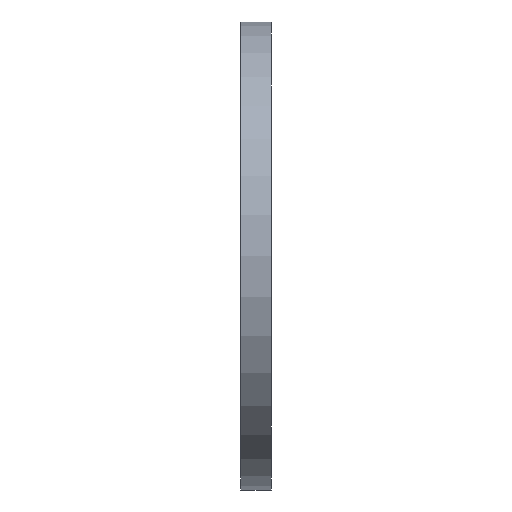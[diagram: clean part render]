
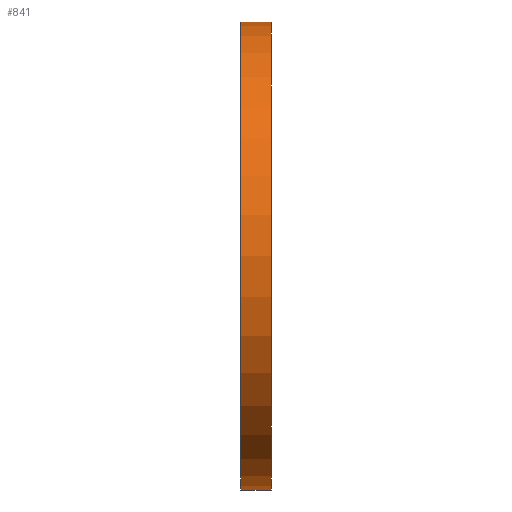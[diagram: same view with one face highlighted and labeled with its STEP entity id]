
A CAD part, left-side view. The second image highlights one B-rep face of the part: STEP entity #841.
In plain terms, the highlighted cylindrical face has radius 197.5 mm (diameter 395 mm), a partial arc.
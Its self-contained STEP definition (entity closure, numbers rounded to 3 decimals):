
#25 = VECTOR ( 'NONE', #978, 1000. ) ;
#59 = EDGE_CURVE ( 'NONE', #876, #967, #855, .T. ) ;
#62 = VECTOR ( 'NONE', #239, 1000. ) ;
#64 = DIRECTION ( 'NONE',  ( 0., 1., 0. ) ) ;
#75 = DIRECTION ( 'NONE',  ( 0., 0., 1. ) ) ;
#78 = EDGE_CURVE ( 'NONE', #967, #942, #950, .T. ) ;
#158 = AXIS2_PLACEMENT_3D ( 'NONE', #490, #64, #75 ) ;
#169 = CARTESIAN_POINT ( 'NONE',  ( 0., 26., -197.5 ) ) ;
#181 = CARTESIAN_POINT ( 'NONE',  ( 0., 26., 0. ) ) ;
#184 = ORIENTED_EDGE ( 'NONE', *, *, #1009, .F. ) ;
#239 = DIRECTION ( 'NONE',  ( 0., 1., 0. ) ) ;
#243 = CIRCLE ( 'NONE', #777, 197.5 ) ;
#300 = DIRECTION ( 'NONE',  ( 0., 1., 0. ) ) ;
#316 = FACE_OUTER_BOUND ( 'NONE', #776, .T. ) ;
#432 = LINE ( 'NONE', #630, #25 ) ;
#479 = ORIENTED_EDGE ( 'NONE', *, *, #1053, .F. ) ;
#489 = CARTESIAN_POINT ( 'NONE',  ( 0., 26., 197.5 ) ) ;
#490 = CARTESIAN_POINT ( 'NONE',  ( 0., 0., 0. ) ) ;
#527 = ORIENTED_EDGE ( 'NONE', *, *, #78, .T. ) ;
#529 = DIRECTION ( 'NONE',  ( 0., 0., 1. ) ) ;
#579 = CARTESIAN_POINT ( 'NONE',  ( 0., 34.695, 0. ) ) ;
#593 = AXIS2_PLACEMENT_3D ( 'NONE', #579, #300, #668 ) ;
#630 = CARTESIAN_POINT ( 'NONE',  ( 0., 34.695, -197.5 ) ) ;
#662 = CYLINDRICAL_SURFACE ( 'NONE', #593, 197.5 ) ;
#668 = DIRECTION ( 'NONE',  ( 0., 0., 1. ) ) ;
#695 = ORIENTED_EDGE ( 'NONE', *, *, #59, .T. ) ;
#776 = EDGE_LOOP ( 'NONE', ( #184, #695, #527, #479 ) ) ;
#777 = AXIS2_PLACEMENT_3D ( 'NONE', #181, #1073, #529 ) ;
#779 = CARTESIAN_POINT ( 'NONE',  ( 0., 0., 197.5 ) ) ;
#841 = ADVANCED_FACE ( 'NONE', ( #316 ), #662, .T. ) ;
#855 = CIRCLE ( 'NONE', #158, 197.5 ) ;
#876 = VERTEX_POINT ( 'NONE', #1046 ) ;
#942 = VERTEX_POINT ( 'NONE', #489 ) ;
#944 = CARTESIAN_POINT ( 'NONE',  ( 0., 34.695, 197.5 ) ) ;
#950 = LINE ( 'NONE', #944, #62 ) ;
#967 = VERTEX_POINT ( 'NONE', #779 ) ;
#978 = DIRECTION ( 'NONE',  ( 0., 1., 0. ) ) ;
#1009 = EDGE_CURVE ( 'NONE', #876, #1070, #432, .T. ) ;
#1046 = CARTESIAN_POINT ( 'NONE',  ( 0., 0., -197.5 ) ) ;
#1053 = EDGE_CURVE ( 'NONE', #1070, #942, #243, .T. ) ;
#1070 = VERTEX_POINT ( 'NONE', #169 ) ;
#1073 = DIRECTION ( 'NONE',  ( 0., 1., 0. ) ) ;
